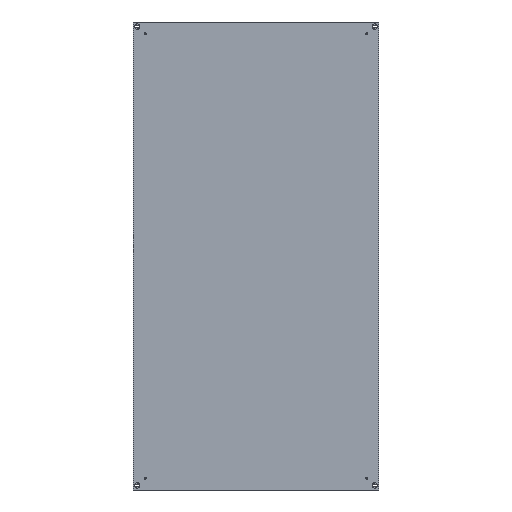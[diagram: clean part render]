
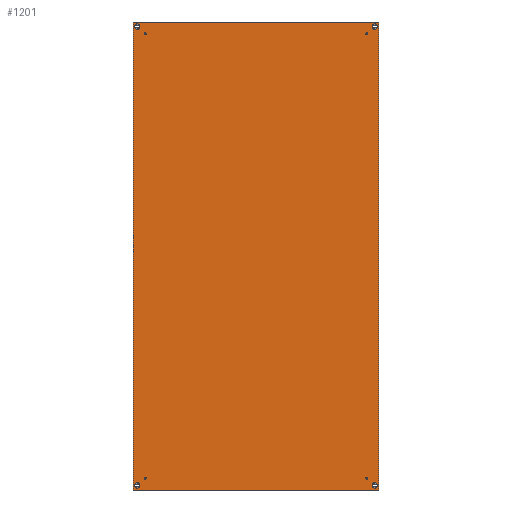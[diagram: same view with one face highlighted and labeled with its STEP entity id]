
A CAD part, front view. The second image highlights one B-rep face of the part: STEP entity #1201.
In plain terms, the highlighted planar face has unit normal (0, -1, 0).
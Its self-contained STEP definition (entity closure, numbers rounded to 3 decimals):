
#35 = CARTESIAN_POINT ( 'NONE',  ( -492.498, -2.5, -987.498 ) ) ;
#43 = DIRECTION ( 'NONE',  ( 0., 0., 1. ) ) ;
#55 = EDGE_LOOP ( 'NONE', ( #1666 ) ) ;
#70 = EDGE_CURVE ( 'NONE', #1165, #1165, #2331, .T. ) ;
#95 = CARTESIAN_POINT ( 'NONE',  ( -492.498, -2.5, 987.498 ) ) ;
#110 = EDGE_CURVE ( 'NONE', #2007, #618, #942, .T. ) ;
#163 = VERTEX_POINT ( 'NONE', #1794 ) ;
#174 = LINE ( 'NONE', #896, #1681 ) ;
#185 = DIRECTION ( 'NONE',  ( 1., 0., 0. ) ) ;
#215 = DIRECTION ( 'NONE',  ( 0., 0., 1. ) ) ;
#222 = VERTEX_POINT ( 'NONE', #685 ) ;
#231 = CARTESIAN_POINT ( 'NONE',  ( 492.498, -2.5, 987.498 ) ) ;
#264 = VECTOR ( 'NONE', #2191, 1000. ) ;
#298 = ORIENTED_EDGE ( 'NONE', *, *, #70, .F. ) ;
#308 = VERTEX_POINT ( 'NONE', #679 ) ;
#314 = VECTOR ( 'NONE', #536, 1000. ) ;
#316 = CARTESIAN_POINT ( 'NONE',  ( 527.998, -2.5, -1019.498 ) ) ;
#352 = PLANE ( 'NONE',  #2169 ) ;
#403 = DIRECTION ( 'NONE',  ( 0., -1., 0. ) ) ;
#428 = CARTESIAN_POINT ( 'NONE',  ( 527.998, -2.5, 1019.498 ) ) ;
#438 = CARTESIAN_POINT ( 'NONE',  ( -527.998, -2.5, 1019.498 ) ) ;
#454 = VECTOR ( 'NONE', #43, 1000. ) ;
#455 = CARTESIAN_POINT ( 'NONE',  ( 487.998, -2.5, 987.498 ) ) ;
#482 = ORIENTED_EDGE ( 'NONE', *, *, #2140, .T. ) ;
#536 = DIRECTION ( 'NONE',  ( 0., 0., -1. ) ) ;
#542 = ORIENTED_EDGE ( 'NONE', *, *, #1123, .F. ) ;
#556 = CIRCLE ( 'NONE', #1941, 4.5 ) ;
#577 = DIRECTION ( 'NONE',  ( -1., 0., 0. ) ) ;
#589 = DIRECTION ( 'NONE',  ( -1., 0., 0. ) ) ;
#597 = EDGE_CURVE ( 'NONE', #618, #222, #174, .T. ) ;
#612 = EDGE_CURVE ( 'NONE', #222, #696, #715, .T. ) ;
#618 = VERTEX_POINT ( 'NONE', #1997 ) ;
#626 = VERTEX_POINT ( 'NONE', #974 ) ;
#632 = AXIS2_PLACEMENT_3D ( 'NONE', #438, #776, #1725 ) ;
#645 = EDGE_LOOP ( 'NONE', ( #542, #1918, #1224, #1117 ) ) ;
#679 = CARTESIAN_POINT ( 'NONE',  ( 527.998, -2.5, -1007.498 ) ) ;
#685 = CARTESIAN_POINT ( 'NONE',  ( 545., -2.5, 1040. ) ) ;
#696 = VERTEX_POINT ( 'NONE', #1157 ) ;
#700 = FACE_BOUND ( 'NONE', #919, .T. ) ;
#707 = CIRCLE ( 'NONE', #632, 12. ) ;
#710 = LINE ( 'NONE', #1269, #264 ) ;
#715 = LINE ( 'NONE', #2176, #314 ) ;
#723 = EDGE_LOOP ( 'NONE', ( #298 ) ) ;
#776 = DIRECTION ( 'NONE',  ( 0., -1., 0. ) ) ;
#787 = CIRCLE ( 'NONE', #1590, 4.5 ) ;
#804 = ORIENTED_EDGE ( 'NONE', *, *, #959, .T. ) ;
#823 = DIRECTION ( 'NONE',  ( -1., 0., 0. ) ) ;
#834 = AXIS2_PLACEMENT_3D ( 'NONE', #1067, #2167, #1818 ) ;
#841 = CIRCLE ( 'NONE', #1066, 4.5 ) ;
#856 = DIRECTION ( 'NONE',  ( 0., 1., 0. ) ) ;
#885 = FACE_BOUND ( 'NONE', #2177, .T. ) ;
#896 = CARTESIAN_POINT ( 'NONE',  ( 0., -2.5, 1040. ) ) ;
#919 = EDGE_LOOP ( 'NONE', ( #482 ) ) ;
#930 = CARTESIAN_POINT ( 'NONE',  ( -545., -2.5, -1040. ) ) ;
#942 = LINE ( 'NONE', #2024, #454 ) ;
#959 = EDGE_CURVE ( 'NONE', #626, #626, #841, .T. ) ;
#974 = CARTESIAN_POINT ( 'NONE',  ( 487.998, -2.5, -987.498 ) ) ;
#993 = ORIENTED_EDGE ( 'NONE', *, *, #2354, .F. ) ;
#1004 = EDGE_LOOP ( 'NONE', ( #1995 ) ) ;
#1033 = DIRECTION ( 'NONE',  ( 0., 0., 1. ) ) ;
#1066 = AXIS2_PLACEMENT_3D ( 'NONE', #1388, #1221, #823 ) ;
#1067 = CARTESIAN_POINT ( 'NONE',  ( -527.998, -2.5, -1019.498 ) ) ;
#1086 = CIRCLE ( 'NONE', #1208, 12. ) ;
#1117 = ORIENTED_EDGE ( 'NONE', *, *, #110, .F. ) ;
#1123 = EDGE_CURVE ( 'NONE', #696, #2007, #710, .T. ) ;
#1157 = CARTESIAN_POINT ( 'NONE',  ( 545., -2.5, -1040. ) ) ;
#1165 = VERTEX_POINT ( 'NONE', #1899 ) ;
#1180 = VERTEX_POINT ( 'NONE', #2248 ) ;
#1200 = DIRECTION ( 'NONE',  ( -1., 0., 0. ) ) ;
#1201 = ADVANCED_FACE ( 'NONE', ( #1280, #2205, #885, #1428, #1614, #1814, #700, #2345, #2161 ), #352, .F. ) ;
#1203 = CARTESIAN_POINT ( 'NONE',  ( -496.998, -2.5, 987.498 ) ) ;
#1208 = AXIS2_PLACEMENT_3D ( 'NONE', #316, #1354, #1033 ) ;
#1209 = EDGE_CURVE ( 'NONE', #1546, #1546, #1515, .T. ) ;
#1221 = DIRECTION ( 'NONE',  ( 0., 1., 0. ) ) ;
#1224 = ORIENTED_EDGE ( 'NONE', *, *, #597, .F. ) ;
#1269 = CARTESIAN_POINT ( 'NONE',  ( 0., -2.5, -1040. ) ) ;
#1279 = EDGE_CURVE ( 'NONE', #1915, #1915, #556, .T. ) ;
#1280 = FACE_BOUND ( 'NONE', #1295, .T. ) ;
#1295 = EDGE_LOOP ( 'NONE', ( #804 ) ) ;
#1306 = EDGE_CURVE ( 'NONE', #1180, #1180, #2198, .T. ) ;
#1343 = ORIENTED_EDGE ( 'NONE', *, *, #1209, .T. ) ;
#1354 = DIRECTION ( 'NONE',  ( 0., -1., 0. ) ) ;
#1358 = CARTESIAN_POINT ( 'NONE',  ( -496.998, -2.5, -987.498 ) ) ;
#1388 = CARTESIAN_POINT ( 'NONE',  ( 492.498, -2.5, -987.498 ) ) ;
#1428 = FACE_BOUND ( 'NONE', #1919, .T. ) ;
#1439 = AXIS2_PLACEMENT_3D ( 'NONE', #428, #403, #215 ) ;
#1515 = CIRCLE ( 'NONE', #1713, 4.5 ) ;
#1546 = VERTEX_POINT ( 'NONE', #1358 ) ;
#1590 = AXIS2_PLACEMENT_3D ( 'NONE', #95, #856, #1200 ) ;
#1614 = FACE_BOUND ( 'NONE', #55, .T. ) ;
#1623 = DIRECTION ( 'NONE',  ( 0., 1., 0. ) ) ;
#1666 = ORIENTED_EDGE ( 'NONE', *, *, #1279, .T. ) ;
#1681 = VECTOR ( 'NONE', #185, 1000. ) ;
#1688 = DIRECTION ( 'NONE',  ( 0., 1., 0. ) ) ;
#1713 = AXIS2_PLACEMENT_3D ( 'NONE', #35, #2069, #577 ) ;
#1725 = DIRECTION ( 'NONE',  ( 0., 0., 1. ) ) ;
#1747 = VERTEX_POINT ( 'NONE', #1203 ) ;
#1794 = CARTESIAN_POINT ( 'NONE',  ( -527.998, -2.5, 1031.498 ) ) ;
#1814 = FACE_BOUND ( 'NONE', #2253, .T. ) ;
#1818 = DIRECTION ( 'NONE',  ( 0., 0., 1. ) ) ;
#1899 = CARTESIAN_POINT ( 'NONE',  ( -527.998, -2.5, -1007.498 ) ) ;
#1915 = VERTEX_POINT ( 'NONE', #455 ) ;
#1918 = ORIENTED_EDGE ( 'NONE', *, *, #612, .F. ) ;
#1919 = EDGE_LOOP ( 'NONE', ( #2196 ) ) ;
#1941 = AXIS2_PLACEMENT_3D ( 'NONE', #231, #1688, #589 ) ;
#1985 = CARTESIAN_POINT ( 'NONE',  ( 0., -2.5, 0. ) ) ;
#1995 = ORIENTED_EDGE ( 'NONE', *, *, #2179, .F. ) ;
#1997 = CARTESIAN_POINT ( 'NONE',  ( -545., -2.5, 1040. ) ) ;
#2007 = VERTEX_POINT ( 'NONE', #930 ) ;
#2024 = CARTESIAN_POINT ( 'NONE',  ( -545., -2.5, 0. ) ) ;
#2069 = DIRECTION ( 'NONE',  ( 0., 1., 0. ) ) ;
#2140 = EDGE_CURVE ( 'NONE', #1747, #1747, #787, .T. ) ;
#2161 = FACE_OUTER_BOUND ( 'NONE', #645, .T. ) ;
#2167 = DIRECTION ( 'NONE',  ( 0., -1., 0. ) ) ;
#2169 = AXIS2_PLACEMENT_3D ( 'NONE', #1985, #1623, #2352 ) ;
#2176 = CARTESIAN_POINT ( 'NONE',  ( 545., -2.5, 0. ) ) ;
#2177 = EDGE_LOOP ( 'NONE', ( #1343 ) ) ;
#2179 = EDGE_CURVE ( 'NONE', #308, #308, #1086, .T. ) ;
#2191 = DIRECTION ( 'NONE',  ( -1., 0., 0. ) ) ;
#2196 = ORIENTED_EDGE ( 'NONE', *, *, #1306, .F. ) ;
#2198 = CIRCLE ( 'NONE', #1439, 12. ) ;
#2205 = FACE_BOUND ( 'NONE', #723, .T. ) ;
#2248 = CARTESIAN_POINT ( 'NONE',  ( 527.998, -2.5, 1031.498 ) ) ;
#2253 = EDGE_LOOP ( 'NONE', ( #993 ) ) ;
#2331 = CIRCLE ( 'NONE', #834, 12. ) ;
#2345 = FACE_BOUND ( 'NONE', #1004, .T. ) ;
#2352 = DIRECTION ( 'NONE',  ( 1., 0., 0. ) ) ;
#2354 = EDGE_CURVE ( 'NONE', #163, #163, #707, .T. ) ;
